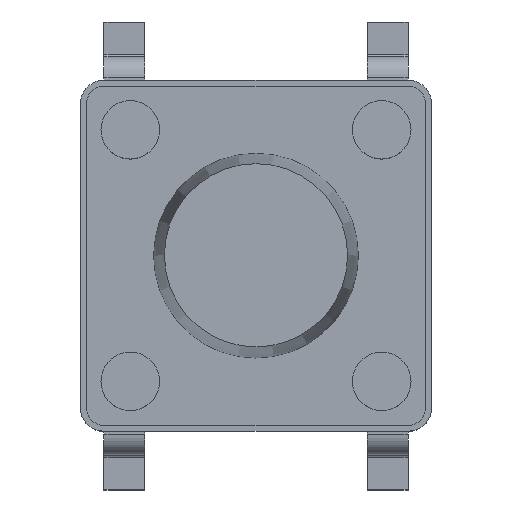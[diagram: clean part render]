
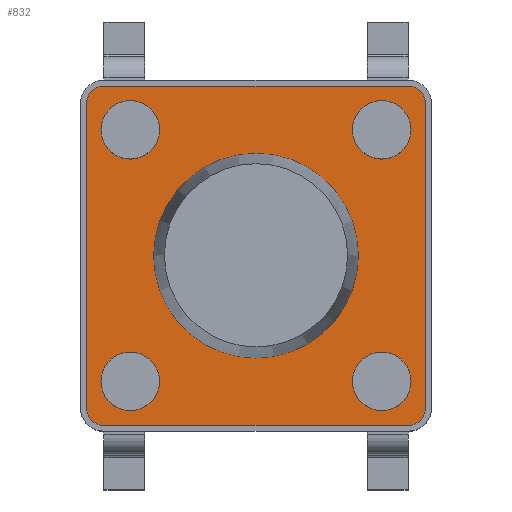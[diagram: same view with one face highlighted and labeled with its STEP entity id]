
A CAD part, top view. The second image highlights one B-rep face of the part: STEP entity #832.
In plain terms, the highlighted planar face has unit normal (0, 0, 1).
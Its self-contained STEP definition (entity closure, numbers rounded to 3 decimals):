
#832=ADVANCED_FACE('',(#1535,#1537,#1539,#1541,#1543,#1545),#1547,.T.);
#1535=FACE_BOUND('',#1536,.T.);
#1536=EDGE_LOOP('',(#2112,#2113,#2114,#2115,#2116,#2117,#2118,#2119));
#1537=FACE_BOUND('',#1538,.T.);
#1538=EDGE_LOOP('',(#2120));
#1539=FACE_BOUND('',#1540,.T.);
#1540=EDGE_LOOP('',(#2121));
#1541=FACE_BOUND('',#1542,.T.);
#1542=EDGE_LOOP('',(#2122));
#1543=FACE_BOUND('',#1544,.T.);
#1544=EDGE_LOOP('',(#2123));
#1545=FACE_BOUND('',#1546,.T.);
#1546=EDGE_LOOP('',(#2124));
#1547=PLANE('',#1548);
#1548=AXIS2_PLACEMENT_3D('',#1549,#1550,#1551);
#1549=CARTESIAN_POINT('',(0.,0.,3.5));
#1550=DIRECTION('',(0.,0.,1.));
#1551=DIRECTION('',(1.,0.,0.));
#2112=ORIENTED_EDGE('',*,*,#2337,.T.);
#2113=ORIENTED_EDGE('',*,*,#2351,.T.);
#2114=ORIENTED_EDGE('',*,*,#2349,.T.);
#2115=ORIENTED_EDGE('',*,*,#2347,.T.);
#2116=ORIENTED_EDGE('',*,*,#2345,.T.);
#2117=ORIENTED_EDGE('',*,*,#2343,.T.);
#2118=ORIENTED_EDGE('',*,*,#2341,.T.);
#2119=ORIENTED_EDGE('',*,*,#2339,.T.);
#2120=ORIENTED_EDGE('',*,*,#2384,.F.);
#2121=ORIENTED_EDGE('',*,*,#2385,.F.);
#2122=ORIENTED_EDGE('',*,*,#2386,.F.);
#2123=ORIENTED_EDGE('',*,*,#2387,.F.);
#2124=ORIENTED_EDGE('',*,*,#2388,.F.);
#2337=EDGE_CURVE('',#2744,#2742,#2745,.T.);
#2339=EDGE_CURVE('',#2747,#2744,#2748,.T.);
#2341=EDGE_CURVE('',#2750,#2747,#2751,.T.);
#2343=EDGE_CURVE('',#2753,#2750,#2754,.T.);
#2345=EDGE_CURVE('',#2756,#2753,#2757,.T.);
#2347=EDGE_CURVE('',#2759,#2756,#2760,.T.);
#2349=EDGE_CURVE('',#2762,#2759,#2763,.T.);
#2351=EDGE_CURVE('',#2742,#2762,#2765,.T.);
#2384=EDGE_CURVE('',#2798,#2798,#2799,.T.);
#2385=EDGE_CURVE('',#2800,#2800,#2801,.T.);
#2386=EDGE_CURVE('',#2802,#2802,#2803,.T.);
#2387=EDGE_CURVE('',#2804,#2804,#2805,.T.);
#2388=EDGE_CURVE('',#2806,#2806,#2807,.T.);
#2742=VERTEX_POINT('',#3602);
#2744=VERTEX_POINT('',#3606);
#2745=CIRCLE('',#3607,0.3);
#2747=VERTEX_POINT('',#3614);
#2748=LINE('',#3615,#3616);
#2750=VERTEX_POINT('',#3621);
#2751=CIRCLE('',#3622,0.3);
#2753=VERTEX_POINT('',#3629);
#2754=LINE('',#3630,#3631);
#2756=VERTEX_POINT('',#3636);
#2757=CIRCLE('',#3637,0.3);
#2759=VERTEX_POINT('',#3644);
#2760=LINE('',#3645,#3646);
#2762=VERTEX_POINT('',#3651);
#2763=CIRCLE('',#3652,0.3);
#2765=LINE('',#3659,#3660);
#2798=VERTEX_POINT('',#3758);
#2799=CIRCLE('',#3759,1.75);
#2800=VERTEX_POINT('',#3763);
#2801=CIRCLE('',#3764,0.5);
#2802=VERTEX_POINT('',#3768);
#2803=CIRCLE('',#3769,0.5);
#2804=VERTEX_POINT('',#3773);
#2805=CIRCLE('',#3774,0.5);
#2806=VERTEX_POINT('',#3778);
#2807=CIRCLE('',#3779,0.5);
#3602=CARTESIAN_POINT('',(2.6,2.9,3.5));
#3606=CARTESIAN_POINT('',(2.9,2.6,3.5));
#3607=AXIS2_PLACEMENT_3D('',#3608,#3609,#3610);
#3608=CARTESIAN_POINT('',(2.6,2.6,3.5));
#3609=DIRECTION('',(0.,0.,1.));
#3610=DIRECTION('',(1.,0.,0.));
#3614=CARTESIAN_POINT('',(2.9,-2.6,3.5));
#3615=CARTESIAN_POINT('',(2.9,-2.6,3.5));
#3616=VECTOR('',#3617,1.);
#3617=DIRECTION('',(0.,1.,0.));
#3621=CARTESIAN_POINT('',(2.6,-2.9,3.5));
#3622=AXIS2_PLACEMENT_3D('',#3623,#3624,#3625);
#3623=CARTESIAN_POINT('',(2.6,-2.6,3.5));
#3624=DIRECTION('',(0.,0.,1.));
#3625=DIRECTION('',(0.,-1.,0.));
#3629=CARTESIAN_POINT('',(-2.6,-2.9,3.5));
#3630=CARTESIAN_POINT('',(-2.6,-2.9,3.5));
#3631=VECTOR('',#3632,1.);
#3632=DIRECTION('',(1.,0.,0.));
#3636=CARTESIAN_POINT('',(-2.9,-2.6,3.5));
#3637=AXIS2_PLACEMENT_3D('',#3638,#3639,#3640);
#3638=CARTESIAN_POINT('',(-2.6,-2.6,3.5));
#3639=DIRECTION('',(0.,0.,1.));
#3640=DIRECTION('',(-1.,0.,0.));
#3644=CARTESIAN_POINT('',(-2.9,2.6,3.5));
#3645=CARTESIAN_POINT('',(-2.9,2.6,3.5));
#3646=VECTOR('',#3647,1.);
#3647=DIRECTION('',(0.,-1.,0.));
#3651=CARTESIAN_POINT('',(-2.6,2.9,3.5));
#3652=AXIS2_PLACEMENT_3D('',#3653,#3654,#3655);
#3653=CARTESIAN_POINT('',(-2.6,2.6,3.5));
#3654=DIRECTION('',(0.,0.,1.));
#3655=DIRECTION('',(0.,1.,0.));
#3659=CARTESIAN_POINT('',(2.6,2.9,3.5));
#3660=VECTOR('',#3661,1.);
#3661=DIRECTION('',(-1.,0.,0.));
#3758=CARTESIAN_POINT('',(1.75,0.,3.5));
#3759=AXIS2_PLACEMENT_3D('',#3760,#3761,#3762);
#3760=CARTESIAN_POINT('',(0.,0.,3.5));
#3761=DIRECTION('',(0.,0.,1.));
#3762=DIRECTION('',(1.,0.,0.));
#3763=CARTESIAN_POINT('',(2.65,-2.15,3.5));
#3764=AXIS2_PLACEMENT_3D('',#3765,#3766,#3767);
#3765=CARTESIAN_POINT('',(2.15,-2.15,3.5));
#3766=DIRECTION('',(0.,0.,1.));
#3767=DIRECTION('',(1.,0.,0.));
#3768=CARTESIAN_POINT('',(-1.65,-2.15,3.5));
#3769=AXIS2_PLACEMENT_3D('',#3770,#3771,#3772);
#3770=CARTESIAN_POINT('',(-2.15,-2.15,3.5));
#3771=DIRECTION('',(0.,0.,1.));
#3772=DIRECTION('',(1.,0.,0.));
#3773=CARTESIAN_POINT('',(-1.65,2.15,3.5));
#3774=AXIS2_PLACEMENT_3D('',#3775,#3776,#3777);
#3775=CARTESIAN_POINT('',(-2.15,2.15,3.5));
#3776=DIRECTION('',(0.,0.,1.));
#3777=DIRECTION('',(1.,0.,0.));
#3778=CARTESIAN_POINT('',(2.65,2.15,3.5));
#3779=AXIS2_PLACEMENT_3D('',#3780,#3781,#3782);
#3780=CARTESIAN_POINT('',(2.15,2.15,3.5));
#3781=DIRECTION('',(0.,0.,1.));
#3782=DIRECTION('',(1.,0.,0.));
